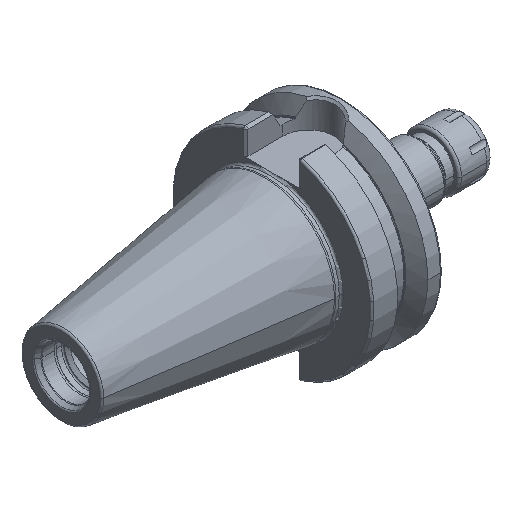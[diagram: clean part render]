
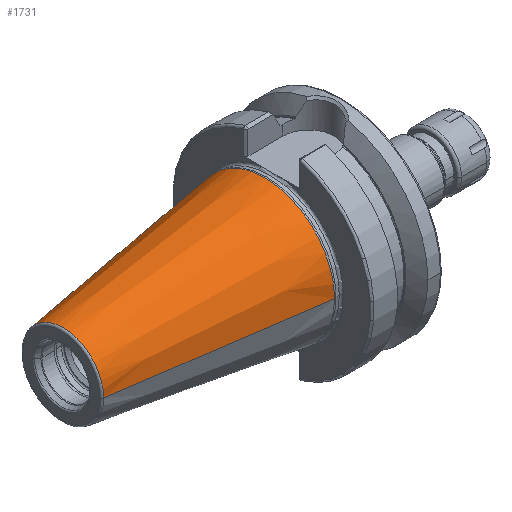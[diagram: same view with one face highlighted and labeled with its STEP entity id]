
A CAD part, isometric view. The second image highlights one B-rep face of the part: STEP entity #1731.
In plain terms, the highlighted conical face has half-angle 8.298 degrees and reference radius 27.519 mm.
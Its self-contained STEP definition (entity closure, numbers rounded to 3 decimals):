
#37=CARTESIAN_POINT('',(-100.944,0.,0.));
#38=DIRECTION('',(1.,0.,0.));
#39=DIRECTION('',(0.,1.,0.));
#40=AXIS2_PLACEMENT_3D('',#37,#38,#39);
#42=CARTESIAN_POINT('',(-0.619,0.,0.));
#43=DIRECTION('',(1.,0.,0.));
#44=DIRECTION('',(0.,1.,0.));
#45=AXIS2_PLACEMENT_3D('',#42,#43,#44);
#47=DIRECTION('',(-0.99,-0.144,0.));
#48=VECTOR('',#47,101.387);
#49=CARTESIAN_POINT('',(-0.619,34.835,0.));
#50=LINE('',#49,#48);
#51=DIRECTION('',(-0.99,0.144,0.));
#52=VECTOR('',#51,101.387);
#53=CARTESIAN_POINT('',(-0.619,-34.835,0.));
#54=LINE('',#53,#52);
#1376=CARTESIAN_POINT('',(-100.944,20.203,0.));
#1378=VERTEX_POINT('',#1376);
#1380=CARTESIAN_POINT('',(-100.944,-20.203,0.));
#1382=VERTEX_POINT('',#1380);
#1595=CARTESIAN_POINT('',(-0.619,34.835,0.));
#1596=VERTEX_POINT('',#1595);
#1597=CARTESIAN_POINT('',(-0.619,-34.835,0.));
#1598=VERTEX_POINT('',#1597);
#1717=CARTESIAN_POINT('',(-50.782,0.,0.));
#1718=DIRECTION('',(1.,0.,0.));
#1719=DIRECTION('',(0.,-1.,0.));
#1720=AXIS2_PLACEMENT_3D('',#1717,#1718,#1719);
#1721=CONICAL_SURFACE('',#1720,27.519,8.298);
#1723=ORIENTED_EDGE('',*,*,#1722,.F.);
#1725=ORIENTED_EDGE('',*,*,#1724,.T.);
#1727=ORIENTED_EDGE('',*,*,#1726,.T.);
#1728=ORIENTED_EDGE('',*,*,#1710,.F.);
#1729=EDGE_LOOP('',(#1723,#1725,#1727,#1728));
#1730=FACE_OUTER_BOUND('',#1729,.F.);
#1731=ADVANCED_FACE('',(#1730),#1721,.T.);
#41=CIRCLE('',#40,20.203);
#46=CIRCLE('',#45,34.835);
#1710=EDGE_CURVE('',#1378,#1382,#41,.T.);
#1722=EDGE_CURVE('',#1596,#1378,#50,.T.);
#1724=EDGE_CURVE('',#1596,#1598,#46,.T.);
#1726=EDGE_CURVE('',#1598,#1382,#54,.T.);
